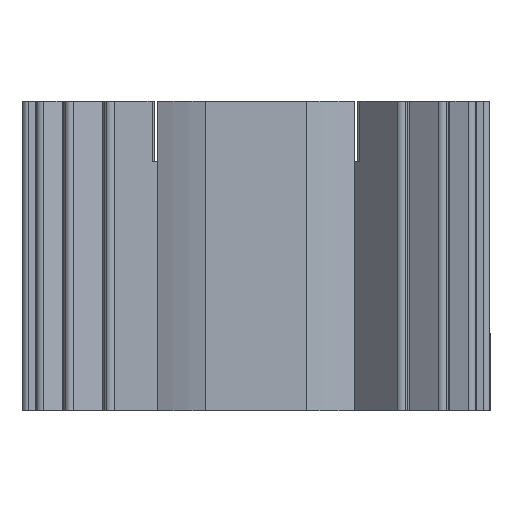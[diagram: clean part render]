
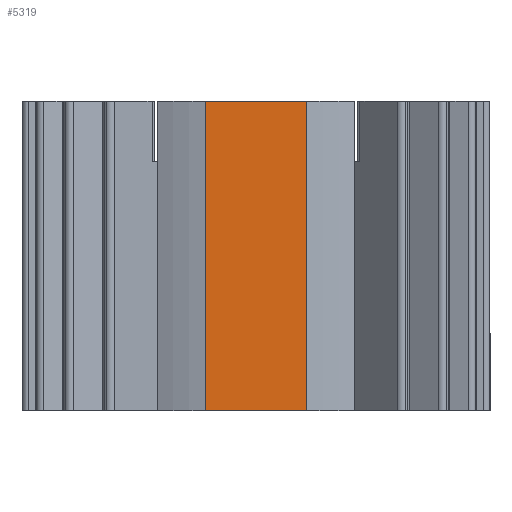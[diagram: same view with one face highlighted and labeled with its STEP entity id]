
A CAD part, front view. The second image highlights one B-rep face of the part: STEP entity #5319.
In plain terms, the highlighted planar face has unit normal (0, -1, 0).
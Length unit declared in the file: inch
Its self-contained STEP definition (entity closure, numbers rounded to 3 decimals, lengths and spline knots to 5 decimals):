
#267=DIRECTION('',(-1.,0.,0.));
#268=VECTOR('',#267,0.1833);
#269=CARTESIAN_POINT('',(0.09165,-0.415,-0.28));
#270=LINE('',#269,#268);
#1182=DIRECTION('',(-1.,0.,0.));
#1183=VECTOR('',#1182,0.1833);
#1184=CARTESIAN_POINT('',(0.09165,-0.415,0.28));
#1185=LINE('',#1184,#1183);
#1728=DIRECTION('',(0.,0.,1.));
#1729=VECTOR('',#1728,0.56);
#1730=CARTESIAN_POINT('',(-0.09165,-0.415,-0.28));
#1731=LINE('',#1730,#1729);
#1736=DIRECTION('',(0.,0.,1.));
#1737=VECTOR('',#1736,0.56);
#1738=CARTESIAN_POINT('',(0.09165,-0.415,-0.28));
#1739=LINE('',#1738,#1737);
#3006=CARTESIAN_POINT('',(0.09165,-0.415,-0.28));
#3007=CARTESIAN_POINT('',(-0.09165,-0.415,-0.28));
#3008=VERTEX_POINT('',#3006);
#3009=VERTEX_POINT('',#3007);
#3014=CARTESIAN_POINT('',(0.09165,-0.415,0.28));
#3015=CARTESIAN_POINT('',(-0.09165,-0.415,0.28));
#3016=VERTEX_POINT('',#3014);
#3017=VERTEX_POINT('',#3015);
#5308=CARTESIAN_POINT('',(0.09165,-0.415,-0.28));
#5309=DIRECTION('',(0.,1.,0.));
#5310=DIRECTION('',(-1.,0.,0.));
#5311=AXIS2_PLACEMENT_3D('',#5308,#5309,#5310);
#5312=PLANE('',#5311);
#5313=ORIENTED_EDGE('',*,*,#3497,.T.);
#5314=ORIENTED_EDGE('',*,*,#5286,.T.);
#5315=ORIENTED_EDGE('',*,*,#4492,.F.);
#5316=ORIENTED_EDGE('',*,*,#5299,.F.);
#5317=EDGE_LOOP('',(#5313,#5314,#5315,#5316));
#5318=FACE_OUTER_BOUND('',#5317,.F.);
#3497=EDGE_CURVE('',#3008,#3009,#270,.T.);
#4492=EDGE_CURVE('',#3016,#3017,#1185,.T.);
#5286=EDGE_CURVE('',#3009,#3017,#1731,.T.);
#5299=EDGE_CURVE('',#3008,#3016,#1739,.T.);
#5319=ADVANCED_FACE('',(#5318),#5312,.F.);
